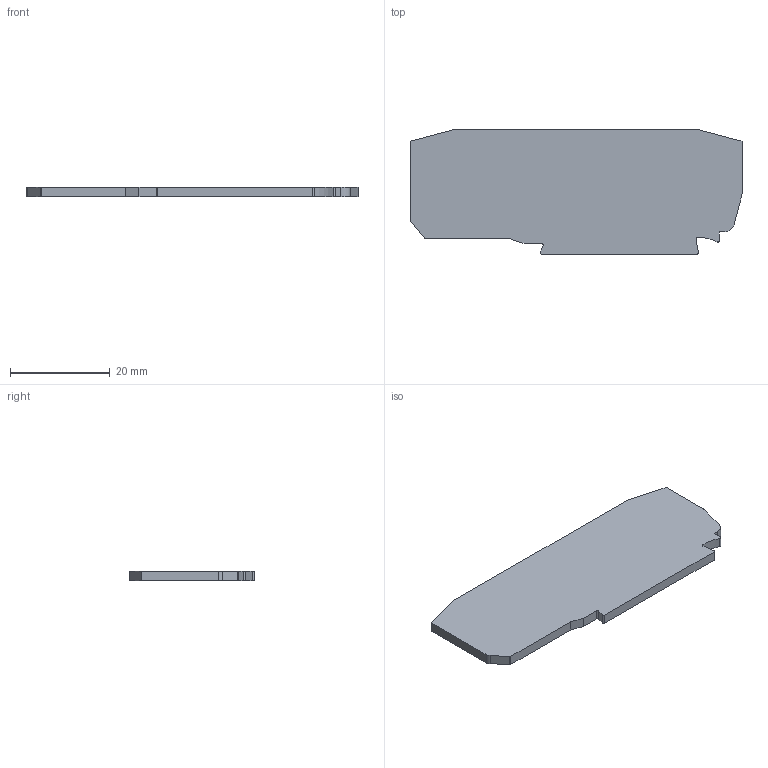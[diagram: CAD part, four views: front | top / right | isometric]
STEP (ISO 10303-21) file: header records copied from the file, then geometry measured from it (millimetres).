
FILE_DESCRIPTION (( 'STEP AP214' ), '1' );
FILE_NAME ('446219_NPP-YBK 2,5 E_Grey.STP', '2013-11-15T13:54:42', ( 'arge' ), ( 'Microsoft' ), 'SwSTEP 2.0', 'SolidWorks 2013', '' );
FILE_SCHEMA (( 'AUTOMOTIVE_DESIGN' ));
Length unit declared in the file: millimetre
Products named in the file (1): 446219_NPP-YBK 2,5 E_Grey
Bounding box: 66.6 x 25 x 2 mm (x, y, z)
Volume: 3038 mm3; surface area: 3389.6 mm2
Topology: 1 solids, 1 shells, 29 faces, 81 edges, 54 vertices
Faces by surface type: plane 17, cylinder 12
Entity records: 1292 total; most frequent: CARTESIAN_POINT 165, DIRECTION 165, ORIENTED_EDGE 162, EDGE_CURVE 81, VECTOR 57, LINE 57, AXIS2_PLACEMENT_3D 54, VERTEX_POINT 54
